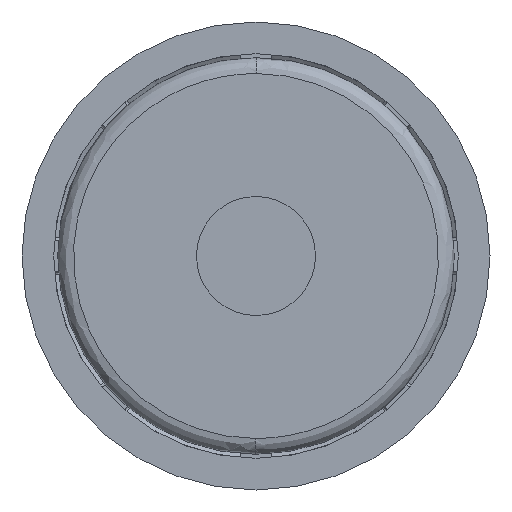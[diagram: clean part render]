
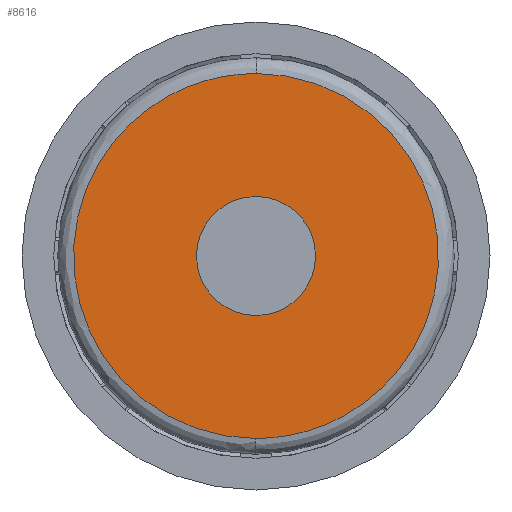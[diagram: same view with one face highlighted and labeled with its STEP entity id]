
A CAD part, front view. The second image highlights one B-rep face of the part: STEP entity #8616.
In plain terms, the highlighted planar face has unit normal (0, -1, 0).
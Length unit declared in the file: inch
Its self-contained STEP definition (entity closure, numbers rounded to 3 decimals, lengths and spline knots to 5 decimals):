
#295 = ORIENTED_EDGE ( 'NONE', *, *, #4821, .T. ) ;
#934 = EDGE_CURVE ( 'NONE', #2768, #7437, #1119, .T. ) ;
#1061 = DIRECTION ( 'NONE',  ( 0., 1., 0. ) ) ;
#1119 = CIRCLE ( 'NONE', #6497, 0.29528 ) ;
#1507 = CARTESIAN_POINT ( 'NONE',  ( -0.56842, 0.35621, 2.74892 ) ) ;
#1592 = ORIENTED_EDGE ( 'NONE', *, *, #9740, .F. ) ;
#1681 = CARTESIAN_POINT ( 'NONE',  ( 3.0536, 0.35621, 2.73724 ) ) ;
#2020 = CARTESIAN_POINT ( 'NONE',  ( 1.53494, 0.35621, 1.83662 ) ) ;
#2396 = FACE_OUTER_BOUND ( 'NONE', #9480, .T. ) ;
#2768 = VERTEX_POINT ( 'NONE', #4883 ) ;
#2818 = DIRECTION ( 'NONE',  ( 0., -1., 0. ) ) ;
#3247 = EDGE_CURVE ( 'NONE', #5790, #4554, #8856, .T. ) ;
#3706 = CARTESIAN_POINT ( 'NONE',  ( 1.23675, 0.35621, 0.93206 ) ) ;
#3961 = CARTESIAN_POINT ( 'NONE',  ( 1.23967, 0.35621, 1.83757 ) ) ;
#4045 = CARTESIAN_POINT ( 'NONE',  ( 1.23872, 0.35621, 1.5423 ) ) ;
#4286 = FACE_BOUND ( 'NONE', #10286, .T. ) ;
#4554 = VERTEX_POINT ( 'NONE', #3706 ) ;
#4781 = DIRECTION ( 'NONE',  ( -0.003, 0., -1. ) ) ;
#4821 = EDGE_CURVE ( 'NONE', #7437, #2768, #6849, .T. ) ;
#4883 = CARTESIAN_POINT ( 'NONE',  ( 1.24062, 0.35621, 2.13285 ) ) ;
#5518 = CARTESIAN_POINT ( 'NONE',  ( 1.23675, 0.35621, 0.93206 ) ) ;
#5537 = ORIENTED_EDGE ( 'NONE', *, *, #3247, .F. ) ;
#5561 = AXIS2_PLACEMENT_3D ( 'NONE', #5887, #1061, #6685 ) ;
#5790 = VERTEX_POINT ( 'NONE', #10434 ) ;
#5887 = CARTESIAN_POINT ( 'NONE',  ( 1.23967, 0.35621, 1.83757 ) ) ;
#6288 =( BOUNDED_CURVE ( )  B_SPLINE_CURVE ( 3, ( #5518, #10332, #1507, #7133 ),
 .UNSPECIFIED., .F., .F. ) 
 B_SPLINE_CURVE_WITH_KNOTS ( ( 4, 4 ),
 ( 0., 1. ),
 .UNSPECIFIED. ) 
 CURVE ( )  GEOMETRIC_REPRESENTATION_ITEM ( )  RATIONAL_B_SPLINE_CURVE ( ( 1., 0.333, 0.333, 1. ) ) 
 REPRESENTATION_ITEM ( '' )  );
#6497 = AXIS2_PLACEMENT_3D ( 'NONE', #3961, #9614, #4781 ) ;
#6685 = DIRECTION ( 'NONE',  ( -0.003, 0., -1. ) ) ;
#6841 = PLANE ( 'NONE',  #7227 ) ;
#6849 = CIRCLE ( 'NONE', #5561, 0.29528 ) ;
#7133 = CARTESIAN_POINT ( 'NONE',  ( 1.24259, 0.35621, 2.74308 ) ) ;
#7227 = AXIS2_PLACEMENT_3D ( 'NONE', #2020, #2818, #8454 ) ;
#7431 = CARTESIAN_POINT ( 'NONE',  ( 3.04776, 0.35621, 0.92623 ) ) ;
#7437 = VERTEX_POINT ( 'NONE', #4045 ) ;
#8236 = CARTESIAN_POINT ( 'NONE',  ( 1.24259, 0.35621, 2.74308 ) ) ;
#8454 = DIRECTION ( 'NONE',  ( -0.003, 0., -1. ) ) ;
#8616 = ADVANCED_FACE ( 'NONE', ( #4286, #2396 ), #6841, .T. ) ;
#8856 =( BOUNDED_CURVE ( )  B_SPLINE_CURVE ( 3, ( #8236, #1681, #7431, #9049 ),
 .UNSPECIFIED., .F., .F. ) 
 B_SPLINE_CURVE_WITH_KNOTS ( ( 4, 4 ),
 ( 0., 1. ),
 .UNSPECIFIED. ) 
 CURVE ( )  GEOMETRIC_REPRESENTATION_ITEM ( )  RATIONAL_B_SPLINE_CURVE ( ( 1., 0.333, 0.333, 1. ) ) 
 REPRESENTATION_ITEM ( '' )  );
#9049 = CARTESIAN_POINT ( 'NONE',  ( 1.23675, 0.35621, 0.93206 ) ) ;
#9480 = EDGE_LOOP ( 'NONE', ( #5537, #1592 ) ) ;
#9614 = DIRECTION ( 'NONE',  ( 0., 1., 0. ) ) ;
#9740 = EDGE_CURVE ( 'NONE', #4554, #5790, #6288, .T. ) ;
#9961 = ORIENTED_EDGE ( 'NONE', *, *, #934, .T. ) ;
#10286 = EDGE_LOOP ( 'NONE', ( #295, #9961 ) ) ;
#10332 = CARTESIAN_POINT ( 'NONE',  ( -0.57426, 0.35621, 0.9379 ) ) ;
#10434 = CARTESIAN_POINT ( 'NONE',  ( 1.24259, 0.35621, 2.74308 ) ) ;
